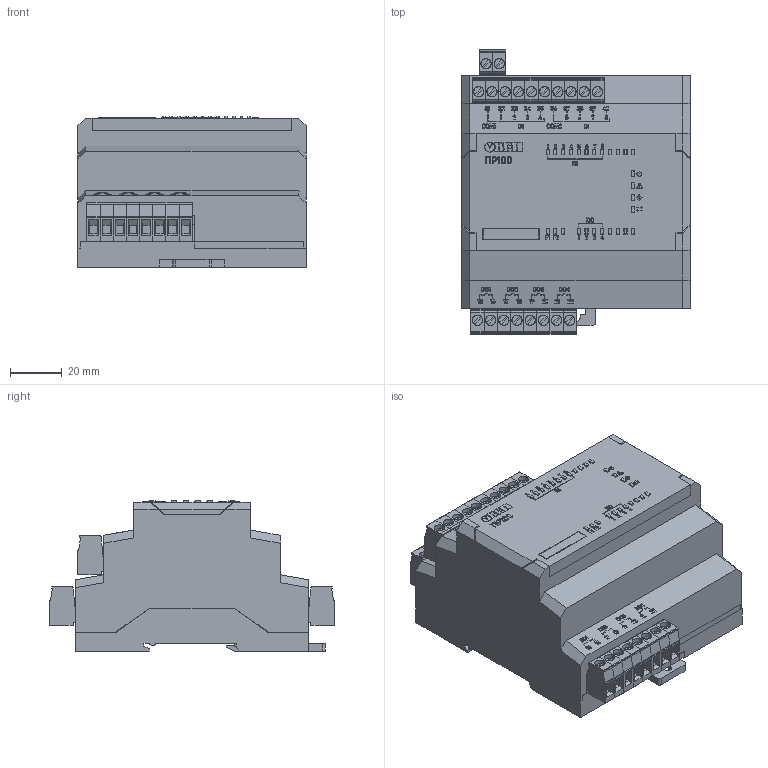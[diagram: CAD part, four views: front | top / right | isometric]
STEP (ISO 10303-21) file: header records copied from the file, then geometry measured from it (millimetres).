
FILE_DESCRIPTION (( 'STEP AP214' ), '1' );
FILE_NAME ('3D 沓麧錪 玿100-230.0804.STEP', '2019-03-11T14:25:49', ( '' ), ( '' ), 'SwSTEP 2.0', 'SolidWorks 2015', '' );
FILE_SCHEMA (( 'AUTOMOTIVE_DESIGN' ));
Length unit declared in the file: millimetre
Products named in the file (12): DIP-ïåðåêëþ÷àòåëü 1ïîç; 婰膲僗闉 玿200; 冓踖樦_8_00; 3D 沓麧錪 玿100-230.0804; 抔樦憵 2-5,08; Ðàçúåì øòåêåðíûé 2-5.08; MicroUSB_00; 扻豵鵨 玿-100; Ðàçúåì øòåêåðíûé íà ïëàòó 5.08; 抔樦憵 2edgk-5,08-1p; ﾊ濱ﾏﾐ100-230.0804; 扻豵鵨 玿100-230.0804
Assembly tree (31 placements, depth 3):
  3D 沓麧錪 玿100-230.0804
    扻豵鵨 玿100-230.0804
    扻豵鵨 玿-100
    婰膲僗闉 玿200
    Ðàçúåì øòåêåðíûé 2-5.08  x10
      Ðàçúåì øòåêåðíûé íà ïëàòó 5.08
    抔樦憵 2-5,08  x10
      抔樦憵 2edgk-5,08-1p
    ﾊ濱ﾏﾐ100-230.0804
    DIP-ïåðåêëþ÷àòåëü 1ïîç
    冓踖樦_8_00
    MicroUSB_00
Bounding box: 88 x 109.7 x 58 mm (x, y, z)
Volume: 153078.2 mm3; surface area: 101854.9 mm2
Topology: 48 solids, 48 shells, 6026 faces, 16484 edges, 10959 vertices
Faces by surface type: plane 4271, bspline 1423, cylinder 312, cone 20
Full cylindrical faces by diameter (mm): 1.4 x20, 2 x4, 2.8 x40, 3.8 x20, 4 x20
Entity records: 184989 total; most frequent: CARTESIAN_POINT 43581, ORIENTED_EDGE 24054, DIRECTION 14997, EDGE_CURVE 12027, LINE 9035, VECTOR 9035, VERTEX_POINT 8069, EDGE_LOOP 4566
